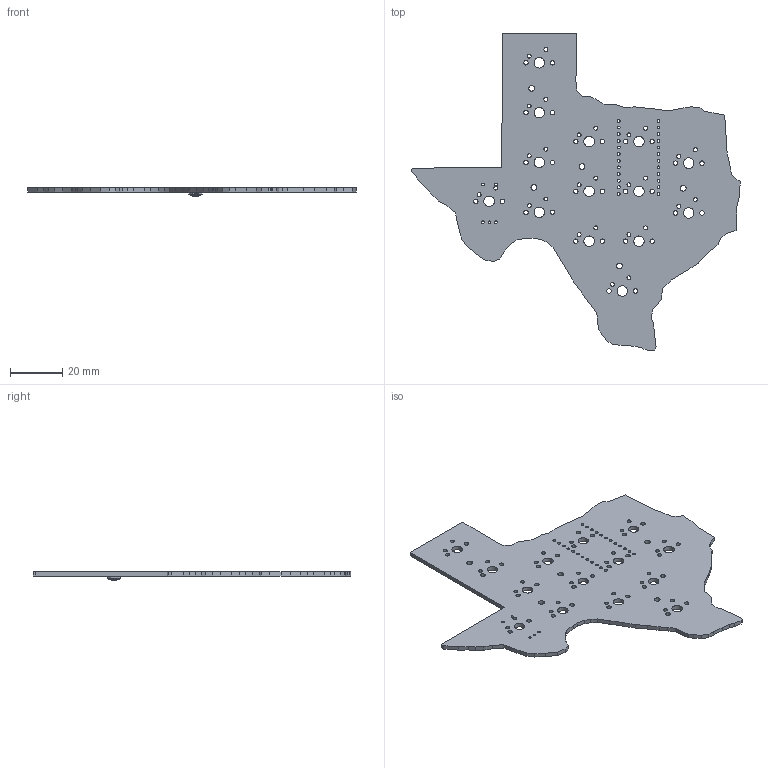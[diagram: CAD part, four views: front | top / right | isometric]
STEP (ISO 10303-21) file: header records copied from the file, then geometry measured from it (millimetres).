
FILE_DESCRIPTION(('KiCad electronic assembly'),'2;1');
FILE_NAME('PCB STEP.step','2021-07-07T18:19:50',('An Author'),( 'A Company'),'Open CASCADE STEP processor 6.9', 'KiCad to STEP converter','Unknown');
FILE_SCHEMA(('AUTOMOTIVE_DESIGN { 1 0 10303 214 1 1 1 1 }'));
Length unit declared in the file: millimetre
Products named in the file (4): Open CASCADE STEP translator 6.9 1; SW_SPST_TL3342; SOLID; COMPOUND
Assembly tree (3 placements, depth 3):
  Open CASCADE STEP translator 6.9 1
    SW_SPST_TL3342
      SOLID
    COMPOUND
Bounding box: 125.58 x 121.44 x 3.19 mm (x, y, z)
Volume: 11410.9 mm3; surface area: 15970.8 mm2
Topology: 2 solids, 3 shells, 387 faces, 1093 edges, 719 vertices
Faces by surface type: plane 229, cylinder 141, bspline 16, torus 1
Full cylindrical faces by diameter (mm): 1 x5, 1.092 x24, 1.5 x28, 1.7 x28, 2 x1, 2.2 x5, 4 x14
Entity records: 30790 total; most frequent: CARTESIAN_POINT 7087, DIRECTION 4128, LINE 2581, VECTOR 2581, ORIENTED_EDGE 2186, PCURVE 2186, DEFINITIONAL_REPRESENTATION 2186, EDGE_CURVE 1093
